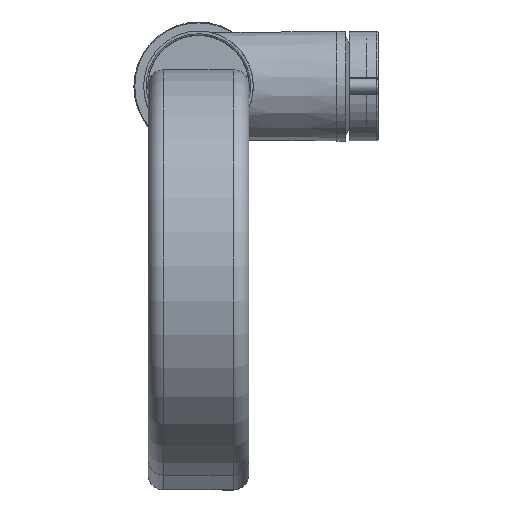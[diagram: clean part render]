
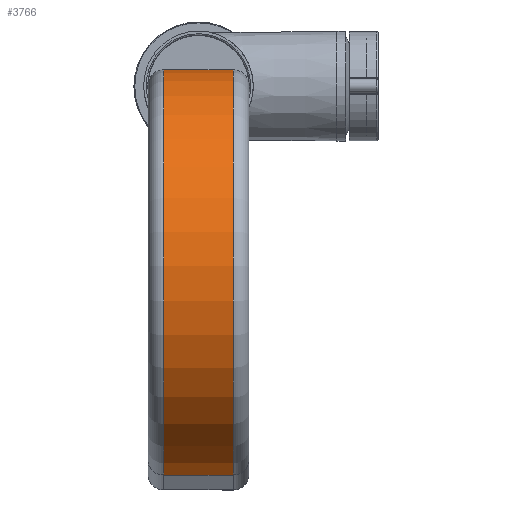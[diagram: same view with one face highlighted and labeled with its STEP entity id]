
A CAD part, top view. The second image highlights one B-rep face of the part: STEP entity #3766.
In plain terms, the highlighted cylindrical face has radius 71.5 mm (diameter 143 mm), a partial arc.
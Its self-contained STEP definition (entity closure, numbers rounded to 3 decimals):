
#281=CYLINDRICAL_SURFACE('',#4182,71.5);
#394=FACE_OUTER_BOUND('',#649,.T.);
#649=EDGE_LOOP('',(#2690,#2691,#2692,#2693));
#929=LINE('',#6908,#1137);
#930=LINE('',#6913,#1138);
#1137=VECTOR('',#4895,24.);
#1138=VECTOR('',#4900,24.);
#1360=CIRCLE('',#4183,71.5);
#1361=CIRCLE('',#4184,71.5);
#1696=VERTEX_POINT('',#6889);
#1701=VERTEX_POINT('',#6903);
#1702=VERTEX_POINT('',#6910);
#1703=VERTEX_POINT('',#6912);
#2071=EDGE_CURVE('',#1696,#1701,#929,.T.);
#2072=EDGE_CURVE('',#1701,#1702,#1360,.T.);
#2073=EDGE_CURVE('',#1703,#1702,#930,.T.);
#2074=EDGE_CURVE('',#1696,#1703,#1361,.T.);
#2690=ORIENTED_EDGE('',*,*,#2071,.T.);
#2691=ORIENTED_EDGE('',*,*,#2072,.T.);
#2692=ORIENTED_EDGE('',*,*,#2073,.F.);
#2693=ORIENTED_EDGE('',*,*,#2074,.F.);
#3766=ADVANCED_FACE('',(#394),#281,.T.);
#4182=AXIS2_PLACEMENT_3D('',#6909,#4896,#4897);
#4183=AXIS2_PLACEMENT_3D('',#6911,#4898,#4899);
#4184=AXIS2_PLACEMENT_3D('',#6914,#4901,#4902);
#4895=DIRECTION('',(0.,0.,1.));
#4896=DIRECTION('center_axis',(0.,0.,-1.));
#4897=DIRECTION('ref_axis',(1.,0.,0.));
#4898=DIRECTION('center_axis',(0.,0.,-1.));
#4899=DIRECTION('ref_axis',(-1.,0.,0.));
#4900=DIRECTION('',(0.,0.,1.));
#4901=DIRECTION('center_axis',(0.,0.,-1.));
#4902=DIRECTION('ref_axis',(-1.,0.,0.));
#6889=CARTESIAN_POINT('',(-5.5,44.,-12.));
#6903=CARTESIAN_POINT('',(-5.5,44.,12.));
#6908=CARTESIAN_POINT('',(-5.5,44.,-12.));
#6909=CARTESIAN_POINT('Origin',(66.,44.,1.));
#6910=CARTESIAN_POINT('',(135.064,62.506,12.));
#6911=CARTESIAN_POINT('Origin',(66.,44.,12.));
#6912=CARTESIAN_POINT('',(135.064,62.506,-12.));
#6913=CARTESIAN_POINT('',(135.064,62.506,-12.));
#6914=CARTESIAN_POINT('Origin',(66.,44.,-12.));
